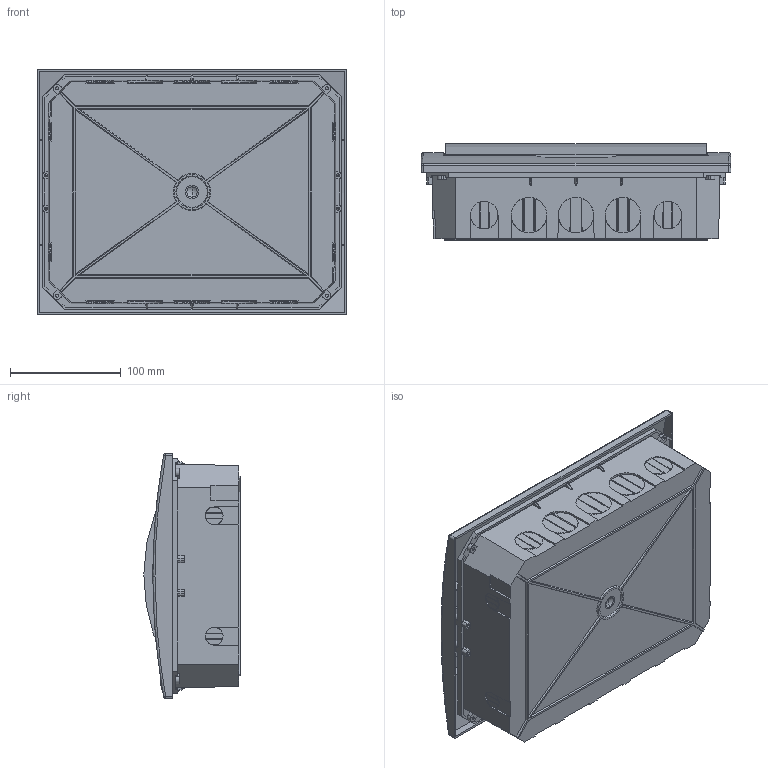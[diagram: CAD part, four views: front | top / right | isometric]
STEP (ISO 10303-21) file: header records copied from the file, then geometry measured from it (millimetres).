
FILE_DESCRIPTION (( 'STEP AP203' ), '1' );
FILE_NAME ('MKP12-V-12-40-10 Áîêñ ÙÐÂ-Ï-12 ìîäóëåé âñòð.ïëàñòèê IP41.STEP', '2016-08-18T11:09:50', ( '' ), ( '' ), 'SwSTEP 2.0', 'SolidWorks 2014', '' );
FILE_SCHEMA (( 'CONFIG_CONTROL_DESIGN' ));
Length unit declared in the file: millimetre
Products named in the file (2): MKP12-V-12-40-10 Áîêñ ÙÐÂ-Ï-12 ìîäóëåé âñòð.ïëàñòèê IP41
Bounding box: 280 x 87.15 x 222 mm (x, y, z)
Volume: 481208.3 mm3; surface area: 510924.2 mm2
Topology: 15 solids, 15 shells, 2458 faces, 6774 edges, 4406 vertices
Faces by surface type: plane 1516, bspline 502, cylinder 278, cone 116, sphere 28, torus 18
Entity records: 89205 total; most frequent: CARTESIAN_POINT 30961, ORIENTED_EDGE 13508, DIRECTION 9866, EDGE_CURVE 6754, VECTOR 4446, LINE 4446, VERTEX_POINT 4406, AXIS2_PLACEMENT_3D 2710
